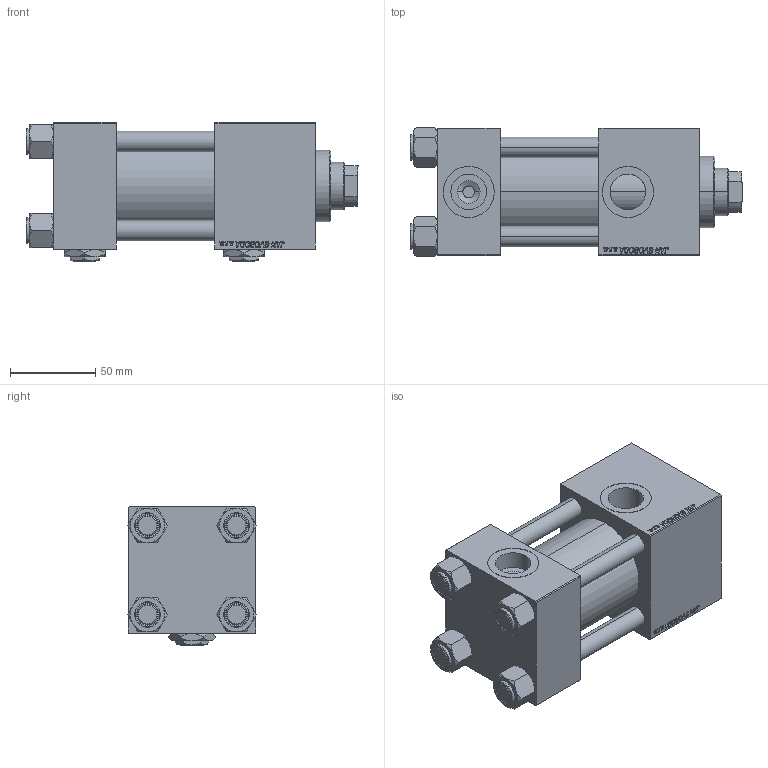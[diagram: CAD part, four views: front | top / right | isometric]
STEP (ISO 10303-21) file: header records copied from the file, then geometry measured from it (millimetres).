
FILE_DESCRIPTION (( 'STEP AP203' ), '1' );
FILE_NAME ('4207.STEP', '2022-08-22T12:29:02', ( '' ), ( '' ), 'SwSTEP 2.0', 'SolidWorks 2019', '' );
FILE_SCHEMA (( 'CONFIG_CONTROL_DESIGN' ));
Length unit declared in the file: millimetre
Products named in the file (7): V215CD_VC_C 9d4b45366d2759b8a955b6da85ca39b0; NUT_M5_V215CD_C 9d4b45366d2759b8a955b6da85ca39b0; Zatka_pro_OIL_PORT 9d4b45366d2759b8a955b6da85ca39b0; V215CD_VCP_C 9d4b45366d2759b8a955b6da85ca39b0; V215CD_Body_C 9d4b45366d2759b8a955b6da85ca39b0; V215CD_C_TYCINKA 9d4b45366d2759b8a955b6da85ca39b0; 4207
Assembly tree (13 placements, depth 2):
  4207
    V215CD_Body_C 9d4b45366d2759b8a955b6da85ca39b0
    V215CD_VC_C 9d4b45366d2759b8a955b6da85ca39b0
    V215CD_VCP_C 9d4b45366d2759b8a955b6da85ca39b0
    V215CD_C_TYCINKA 9d4b45366d2759b8a955b6da85ca39b0  x4
    NUT_M5_V215CD_C 9d4b45366d2759b8a955b6da85ca39b0  x4
    Zatka_pro_OIL_PORT 9d4b45366d2759b8a955b6da85ca39b0  x2
Bounding box: 195 x 75.54 x 82 mm (x, y, z)
Volume: 663910.1 mm3; surface area: 155487.7 mm2
Topology: 13 solids, 13 shells, 1255 faces, 3116 edges, 2011 vertices
Faces by surface type: plane 575, bspline 392, cone 178, cylinder 102, torus 8
Entity records: 52413 total; most frequent: CARTESIAN_POINT 27783, ORIENTED_EDGE 5532, DIRECTION 3582, EDGE_CURVE 2766, VERTEX_POINT 1809, LINE 1642, VECTOR 1642, EDGE_LOOP 1231
